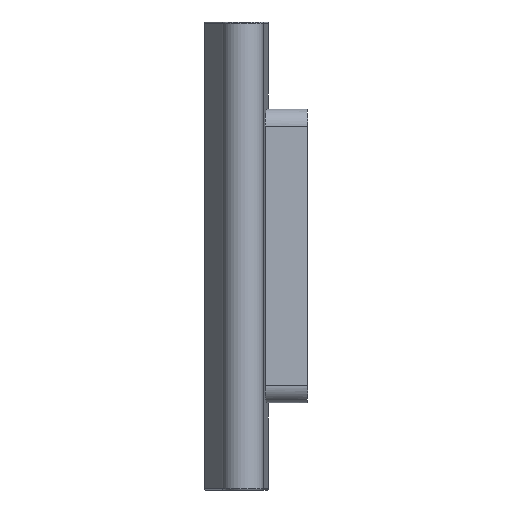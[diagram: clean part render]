
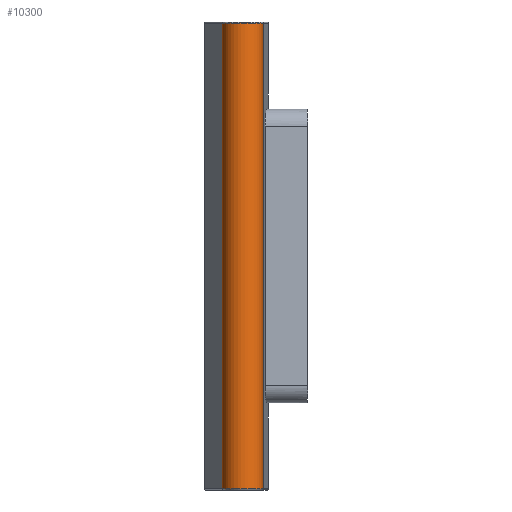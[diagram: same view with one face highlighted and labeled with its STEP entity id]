
A CAD part, left-side view. The second image highlights one B-rep face of the part: STEP entity #10300.
In plain terms, the highlighted cylindrical face has radius 3.5 mm (diameter 7 mm), a partial arc.
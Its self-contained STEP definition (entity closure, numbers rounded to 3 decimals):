
#1200=CARTESIAN_POINT('',(4.304,7.808,0.2));
#1210=VERTEX_POINT('',#1200);
#1240=CARTESIAN_POINT('',(3.5,4.401,0.2));
#1250=DIRECTION('',(0.,0.,1.));
#1260=DIRECTION('',(1.,0.,0.));
#1270=AXIS2_PLACEMENT_3D('',#1240,#1250,#1260);
#1280=CIRCLE('',#1270,3.5);
#1290=CARTESIAN_POINT('',(3.162,0.918,0.2));
#1300=VERTEX_POINT('',#1290);
#1310=EDGE_CURVE('',#1210,#1300,#1280,.T.);
#2900=CARTESIAN_POINT('',(4.304,7.808,79.8));
#2910=VERTEX_POINT('',#2900);
#3570=CARTESIAN_POINT('',(3.162,0.918,79.8));
#3580=VERTEX_POINT('',#3570);
#3610=CARTESIAN_POINT('',(3.5,4.401,79.8));
#3620=DIRECTION('',(0.,0.,1.));
#3630=DIRECTION('',(1.,0.,0.));
#3640=AXIS2_PLACEMENT_3D('',#3610,#3620,#3630);
#3650=CIRCLE('',#3640,3.5);
#3660=EDGE_CURVE('',#2910,#3580,#3650,.T.);
#9590=CARTESIAN_POINT('',(3.162,0.918,0.));
#9600=DIRECTION('',(0.,0.,1.));
#9610=VECTOR('',#9600,1.);
#9620=LINE('',#9590,#9610);
#9630=EDGE_CURVE('',#1300,#3580,#9620,.T.);
#10090=CARTESIAN_POINT('',(4.304,7.808,0.));
#10100=DIRECTION('',(0.,0.,1.));
#10110=VECTOR('',#10100,1.);
#10120=LINE('',#10090,#10110);
#10130=EDGE_CURVE('',#1210,#2910,#10120,.T.);
#10190=CARTESIAN_POINT('',(3.5,4.401,0.));
#10200=DIRECTION('',(0.,0.,1.));
#10210=DIRECTION('',(1.,0.,0.));
#10220=AXIS2_PLACEMENT_3D('',#10190,#10200,#10210);
#10230=CYLINDRICAL_SURFACE('',#10220,3.5);
#10240=ORIENTED_EDGE('',*,*,#10130,.F.);
#10250=ORIENTED_EDGE('',*,*,#3660,.F.);
#10260=ORIENTED_EDGE('',*,*,#9630,.T.);
#10270=ORIENTED_EDGE('',*,*,#1310,.T.);
#10280=EDGE_LOOP('',(#10270,#10260,#10250,#10240));
#10290=FACE_OUTER_BOUND('',#10280,.T.);
#10300=ADVANCED_FACE('',(#10290),#10230,.T.);
